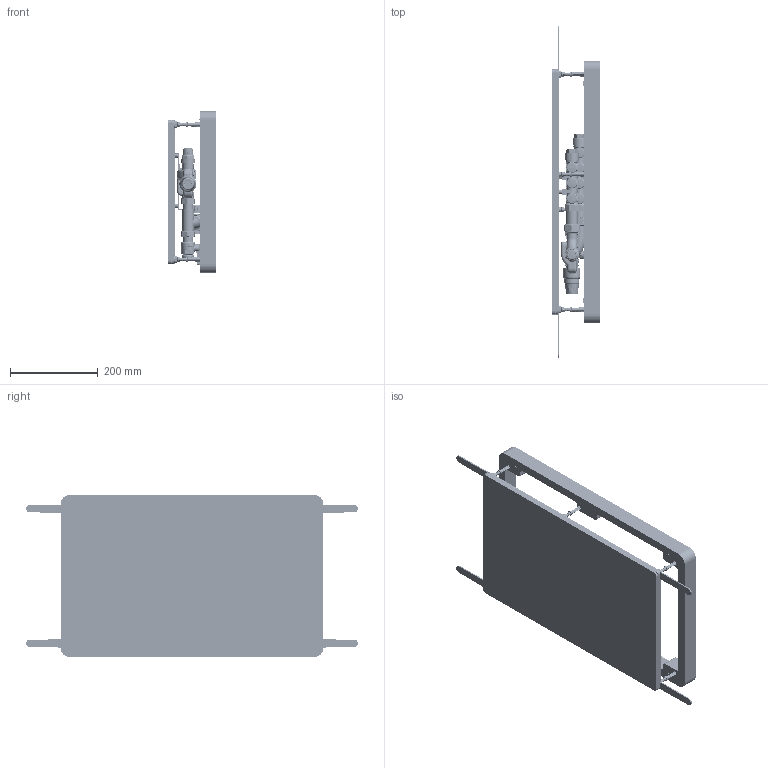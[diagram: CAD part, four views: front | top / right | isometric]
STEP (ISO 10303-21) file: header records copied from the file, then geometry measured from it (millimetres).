
FILE_DESCRIPTION(('CATIA V5 STEP Exchange','CAx-IF Rec.Pracs.--- Model Styling and Organization---1.4--- 2014-01-23','CAx-IF Rec.Pracs.---3D Tessellated Data Validation Properties---0.5---2014-09-14'),'2;1');
FILE_NAME('STEP_600540_-_TST.stp','2022-01-21T08:26:37+00:00',('none'),('none'),'CATIA Version 5-6 Release 2019 SP3','CATIA V5 STEP AP242 v1','none');
FILE_SCHEMA(('AP242_MANAGED_MODEL_BASED_3D_ENGINEERING_MIM_LF {1 0 10303 442 1 1 4}'));
Products named in the file (1): 600540 - TST
Bounding box: 107.5 x 758.2 x 370 mm (x, y, z)
Volume: 5185216.7 mm3; surface area: 816930.7 mm2
Topology: 10 solids, 20 shells, 9595 faces, 23567 edges, 13730 vertices
Faces by surface type: bspline 3235, cylinder 2289, plane 1770, torus 1051, cone 597, sphere 366, extrusion 187, revolution 100
Entity records: 457426 total; most frequent: CARTESIAN_POINT 268898, ORIENTED_EDGE 46380, EDGE_CURVE 23190, DIRECTION 20843, VERTEX_POINT 13730, B_SPLINE_CURVE_WITH_KNOTS 11565, AXIS2_PLACEMENT_3D 10426, EDGE_LOOP 9866
